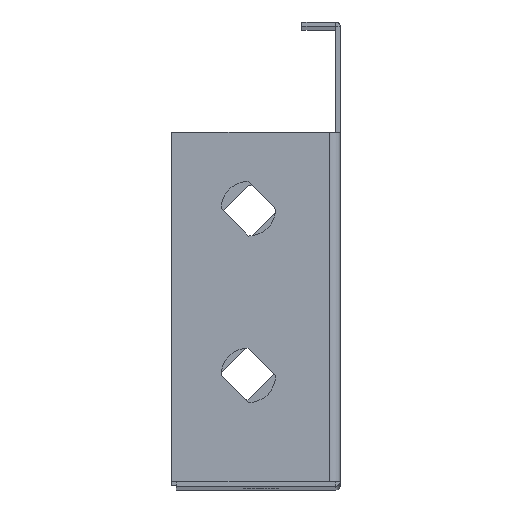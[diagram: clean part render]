
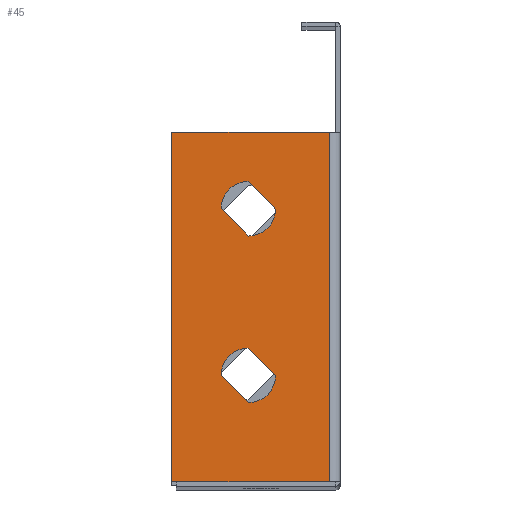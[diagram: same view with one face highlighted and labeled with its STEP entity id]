
A CAD part, top view. The second image highlights one B-rep face of the part: STEP entity #45.
In plain terms, the highlighted planar face has unit normal (0, 0, 1).
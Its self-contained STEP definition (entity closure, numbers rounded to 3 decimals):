
#45 = ADVANCED_FACE ( 'NONE', ( #292, #325, #359 ), #1410, .F. ) ;
#185 = VECTOR ( 'NONE', #1183, 1000. ) ;
#188 = LINE ( 'NONE', #1182, #185 ) ;
#224 = VECTOR ( 'NONE', #1145, 1000. ) ;
#238 = VECTOR ( 'NONE', #1603, 1000. ) ;
#239 = LINE ( 'NONE', #1597, #224 ) ;
#241 = LINE ( 'NONE', #1601, #238 ) ;
#244 = VECTOR ( 'NONE', #1585, 1000. ) ;
#246 = LINE ( 'NONE', #1590, #244 ) ;
#247 = VECTOR ( 'NONE', #1591, 1000. ) ;
#250 = LINE ( 'NONE', #1589, #247 ) ;
#268 = CIRCLE ( 'NONE', #604, 5. ) ;
#292 = FACE_BOUND ( 'NONE', #1016, .T. ) ;
#296 = LINE ( 'NONE', #1547, #375 ) ;
#320 = VECTOR ( 'NONE', #1467, 1000. ) ;
#321 = VECTOR ( 'NONE', #1458, 1000. ) ;
#325 = FACE_BOUND ( 'NONE', #1018, .T. ) ;
#351 = CIRCLE ( 'NONE', #478, 5. ) ;
#354 = LINE ( 'NONE', #1468, #320 ) ;
#355 = LINE ( 'NONE', #1461, #321 ) ;
#356 = CIRCLE ( 'NONE', #586, 5. ) ;
#359 = FACE_OUTER_BOUND ( 'NONE', #810, .T. ) ;
#367 = CIRCLE ( 'NONE', #600, 5. ) ;
#375 = VECTOR ( 'NONE', #1545, 1000. ) ;
#478 = AXIS2_PLACEMENT_3D ( 'NONE', #1516, #1517, #1518 ) ;
#491 = EDGE_CURVE ( 'NONE', #779, #934, #356, .T. ) ;
#495 = EDGE_CURVE ( 'NONE', #1003, #779, #355, .T. ) ;
#498 = EDGE_CURVE ( 'NONE', #880, #1003, #367, .T. ) ;
#499 = EDGE_CURVE ( 'NONE', #935, #846, #354, .T. ) ;
#504 = EDGE_CURVE ( 'NONE', #728, #935, #268, .T. ) ;
#519 = EDGE_CURVE ( 'NONE', #846, #862, #351, .T. ) ;
#535 = EDGE_CURVE ( 'NONE', #862, #728, #296, .T. ) ;
#567 = EDGE_CURVE ( 'NONE', #694, #778, #250, .T. ) ;
#571 = AXIS2_PLACEMENT_3D ( 'NONE', #1408, #1406, #1412 ) ;
#573 = EDGE_CURVE ( 'NONE', #934, #880, #246, .T. ) ;
#577 = EDGE_CURVE ( 'NONE', #778, #952, #241, .T. ) ;
#586 = AXIS2_PLACEMENT_3D ( 'NONE', #1454, #1455, #1456 ) ;
#591 = EDGE_CURVE ( 'NONE', #952, #692, #239, .T. ) ;
#600 = AXIS2_PLACEMENT_3D ( 'NONE', #1469, #1470, #1471 ) ;
#604 = AXIS2_PLACEMENT_3D ( 'NONE', #1483, #1484, #1485 ) ;
#618 = EDGE_CURVE ( 'NONE', #692, #694, #188, .T. ) ;
#692 = VERTEX_POINT ( 'NONE', #1268 ) ;
#694 = VERTEX_POINT ( 'NONE', #1269 ) ;
#728 = VERTEX_POINT ( 'NONE', #1275 ) ;
#753 = ORIENTED_EDGE ( 'NONE', *, *, #495, .F. ) ;
#778 = VERTEX_POINT ( 'NONE', #1265 ) ;
#779 = VERTEX_POINT ( 'NONE', #1284 ) ;
#787 = ORIENTED_EDGE ( 'NONE', *, *, #491, .F. ) ;
#810 = EDGE_LOOP ( 'NONE', ( #926, #1091, #884, #854 ) ) ;
#846 = VERTEX_POINT ( 'NONE', #1274 ) ;
#854 = ORIENTED_EDGE ( 'NONE', *, *, #591, .F. ) ;
#862 = VERTEX_POINT ( 'NONE', #1296 ) ;
#880 = VERTEX_POINT ( 'NONE', #1295 ) ;
#884 = ORIENTED_EDGE ( 'NONE', *, *, #618, .F. ) ;
#902 = ORIENTED_EDGE ( 'NONE', *, *, #499, .F. ) ;
#926 = ORIENTED_EDGE ( 'NONE', *, *, #577, .F. ) ;
#934 = VERTEX_POINT ( 'NONE', #1304 ) ;
#935 = VERTEX_POINT ( 'NONE', #1297 ) ;
#952 = VERTEX_POINT ( 'NONE', #1311 ) ;
#960 = ORIENTED_EDGE ( 'NONE', *, *, #573, .F. ) ;
#978 = ORIENTED_EDGE ( 'NONE', *, *, #504, .F. ) ;
#995 = ORIENTED_EDGE ( 'NONE', *, *, #519, .F. ) ;
#1003 = VERTEX_POINT ( 'NONE', #1319 ) ;
#1012 = ORIENTED_EDGE ( 'NONE', *, *, #535, .F. ) ;
#1016 = EDGE_LOOP ( 'NONE', ( #902, #978, #1012, #995 ) ) ;
#1018 = EDGE_LOOP ( 'NONE', ( #960, #787, #753, #1048 ) ) ;
#1048 = ORIENTED_EDGE ( 'NONE', *, *, #498, .F. ) ;
#1091 = ORIENTED_EDGE ( 'NONE', *, *, #567, .F. ) ;
#1145 = DIRECTION ( 'NONE',  ( -1., 0., 0. ) ) ;
#1182 = CARTESIAN_POINT ( 'NONE',  ( -30.8, 64.8, 202. ) ) ;
#1183 = DIRECTION ( 'NONE',  ( 0., 1., 0. ) ) ;
#1265 = CARTESIAN_POINT ( 'NONE',  ( -2., 64.8, 202. ) ) ;
#1268 = CARTESIAN_POINT ( 'NONE',  ( -30.8, 0.8, 202. ) ) ;
#1269 = CARTESIAN_POINT ( 'NONE',  ( -30.8, 64.8, 202. ) ) ;
#1274 = CARTESIAN_POINT ( 'NONE',  ( -16.75, 15.3, 202. ) ) ;
#1275 = CARTESIAN_POINT ( 'NONE',  ( -16.85, 25.299, 202. ) ) ;
#1284 = CARTESIAN_POINT ( 'NONE',  ( -16.85, 55.8, 202. ) ) ;
#1295 = CARTESIAN_POINT ( 'NONE',  ( -16.75, 45.801, 202. ) ) ;
#1296 = CARTESIAN_POINT ( 'NONE',  ( -11.801, 20.25, 202. ) ) ;
#1297 = CARTESIAN_POINT ( 'NONE',  ( -21.8, 20.35, 202. ) ) ;
#1304 = CARTESIAN_POINT ( 'NONE',  ( -21.8, 50.85, 202. ) ) ;
#1311 = CARTESIAN_POINT ( 'NONE',  ( -2., 0.8, 202. ) ) ;
#1319 = CARTESIAN_POINT ( 'NONE',  ( -11.801, 50.75, 202. ) ) ;
#1406 = DIRECTION ( 'NONE',  ( 0., 0., -1. ) ) ;
#1408 = CARTESIAN_POINT ( 'NONE',  ( -0.8, 0.8, 202. ) ) ;
#1410 = PLANE ( 'NONE',  #571 ) ;
#1412 = DIRECTION ( 'NONE',  ( -1., 0., 0. ) ) ;
#1454 = CARTESIAN_POINT ( 'NONE',  ( -16.8, 50.8, 202. ) ) ;
#1455 = DIRECTION ( 'NONE',  ( 0., 0., 1. ) ) ;
#1456 = DIRECTION ( 'NONE',  ( 1., 0., 0. ) ) ;
#1458 = DIRECTION ( 'NONE',  ( -0.707, 0.707, 0. ) ) ;
#1461 = CARTESIAN_POINT ( 'NONE',  ( -16.85, 55.8, 202. ) ) ;
#1467 = DIRECTION ( 'NONE',  ( 0.707, -0.707, 0. ) ) ;
#1468 = CARTESIAN_POINT ( 'NONE',  ( -16.75, 15.3, 202. ) ) ;
#1469 = CARTESIAN_POINT ( 'NONE',  ( -16.8, 50.8, 202. ) ) ;
#1470 = DIRECTION ( 'NONE',  ( 0., 0., 1. ) ) ;
#1471 = DIRECTION ( 'NONE',  ( 1., 0., 0. ) ) ;
#1483 = CARTESIAN_POINT ( 'NONE',  ( -16.8, 20.3, 202. ) ) ;
#1484 = DIRECTION ( 'NONE',  ( 0., 0., 1. ) ) ;
#1485 = DIRECTION ( 'NONE',  ( 1., 0., 0. ) ) ;
#1516 = CARTESIAN_POINT ( 'NONE',  ( -16.8, 20.3, 202. ) ) ;
#1517 = DIRECTION ( 'NONE',  ( 0., 0., 1. ) ) ;
#1518 = DIRECTION ( 'NONE',  ( 1., 0., 0. ) ) ;
#1545 = DIRECTION ( 'NONE',  ( -0.707, 0.707, 0. ) ) ;
#1547 = CARTESIAN_POINT ( 'NONE',  ( -16.85, 25.299, 202. ) ) ;
#1585 = DIRECTION ( 'NONE',  ( 0.707, -0.707, 0. ) ) ;
#1589 = CARTESIAN_POINT ( 'NONE',  ( -0.8, 64.8, 202. ) ) ;
#1590 = CARTESIAN_POINT ( 'NONE',  ( -16.75, 45.801, 202. ) ) ;
#1591 = DIRECTION ( 'NONE',  ( 1., 0., 0. ) ) ;
#1597 = CARTESIAN_POINT ( 'NONE',  ( -30.8, 0.8, 202. ) ) ;
#1601 = CARTESIAN_POINT ( 'NONE',  ( -2., 0.8, 202. ) ) ;
#1603 = DIRECTION ( 'NONE',  ( 0., -1., 0. ) ) ;
